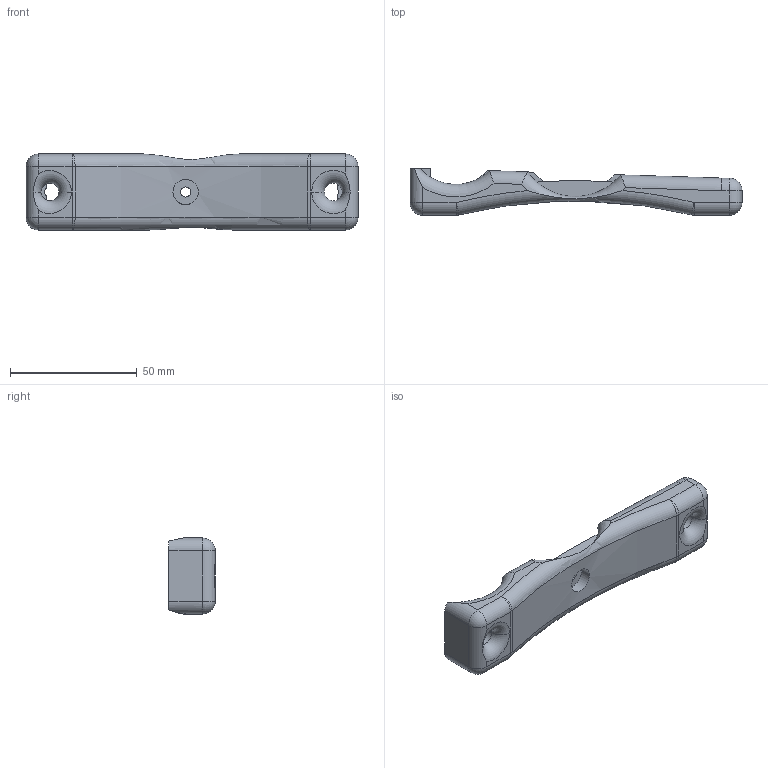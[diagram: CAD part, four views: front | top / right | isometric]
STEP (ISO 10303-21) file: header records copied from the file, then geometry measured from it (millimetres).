
FILE_DESCRIPTION (( 'STEP AP214' ), '1' );
FILE_NAME ('逋菁.STEP', '2024-04-03T11:27:08', ( '' ), ( '' ), 'SwSTEP 2.0', 'SolidWorks 2021', '' );
FILE_SCHEMA (( 'AUTOMOTIVE_DESIGN' ));
Length unit declared in the file: millimetre
Products named in the file (1): 逋菁
Bounding box: 131 x 18.32 x 30 mm (x, y, z)
Volume: 33971.7 mm3; surface area: 12136.5 mm2
Topology: 1 solids, 1 shells, 79 faces, 206 edges, 116 vertices
Faces by surface type: cylinder 32, plane 27, torus 10, sphere 10
Entity records: 2711 total; most frequent: CARTESIAN_POINT 775, DIRECTION 424, ORIENTED_EDGE 392, EDGE_CURVE 196, AXIS2_PLACEMENT_3D 170, VERTEX_POINT 116, CIRCLE 90, LINE 84
